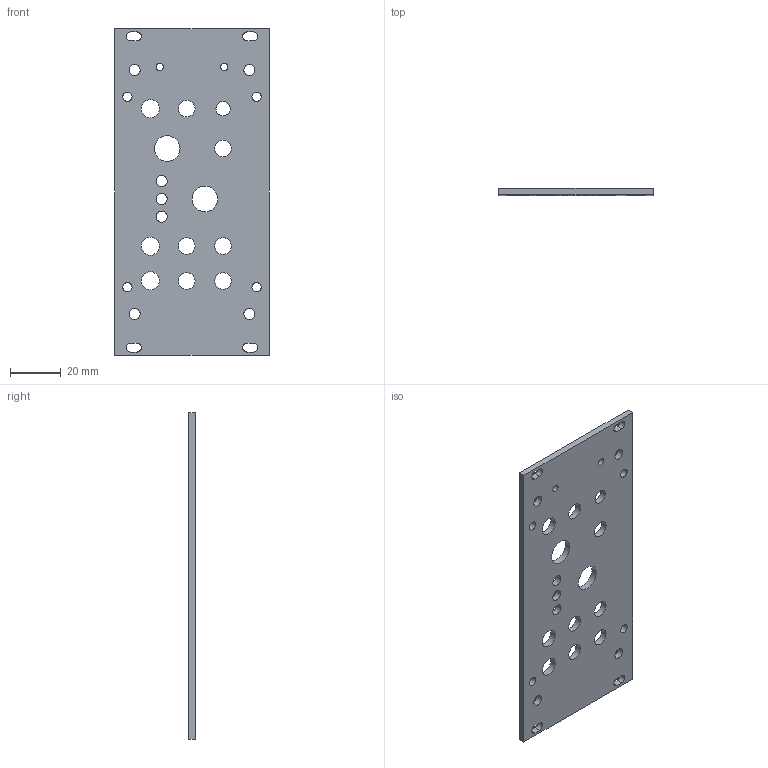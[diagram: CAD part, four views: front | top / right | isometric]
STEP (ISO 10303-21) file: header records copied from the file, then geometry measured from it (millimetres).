
FILE_DESCRIPTION (( 'STEP AP214' ), '1' );
FILE_NAME ('lockbox_front_panel_v2.1_nocsink.STEP', '2025-08-28T17:28:55', ( '' ), ( '' ), 'SwSTEP 2.0', 'SolidWorks 2024', '' );
FILE_SCHEMA (( 'AUTOMOTIVE_DESIGN' ));
Length unit declared in the file: inch
Products named in the file (1): lockbox_front_panel_v2.1_nocsink
Bounding box: 60.66 x 2.54 x 128.5 mm (x, y, z)
Volume: 17927.5 mm3; surface area: 16331.9 mm2
Topology: 1 solids, 1 shells, 47 faces, 135 edges, 90 vertices
Faces by surface type: cylinder 33, plane 14
Full cylindrical faces by diameter (mm): 2.9 x2, 3.6 x4, 4.305 x4, 4.366 x3, 5.613 x1, 6.528 x6, 7.142 x3, 10.084 x2
Entity records: 1593 total; most frequent: DIRECTION 272, CARTESIAN_POINT 248, ORIENTED_EDGE 220, EDGE_LOOP 130, AXIS2_PLACEMENT_3D 114, EDGE_CURVE 110, VERTEX_POINT 90, FACE_OUTER_BOUND 72
